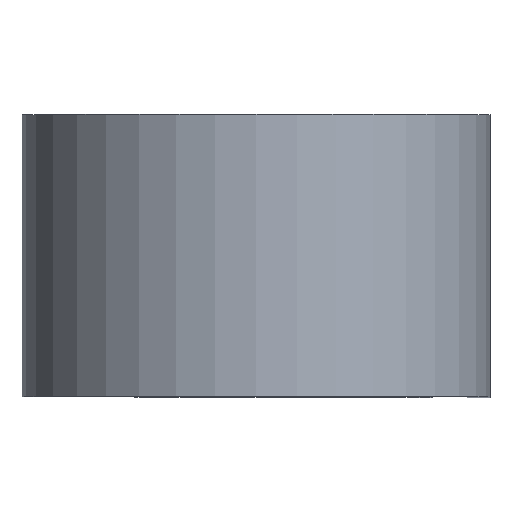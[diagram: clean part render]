
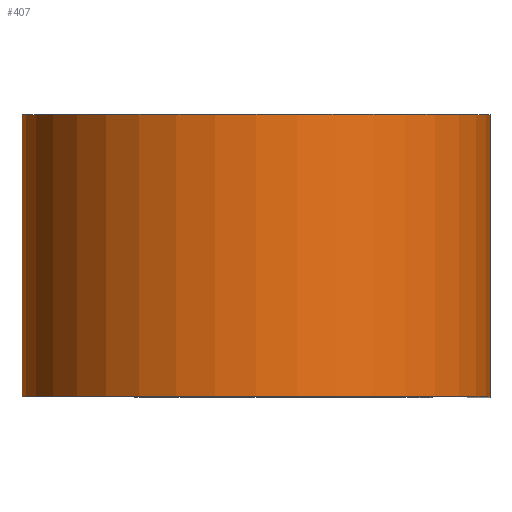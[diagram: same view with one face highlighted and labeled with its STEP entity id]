
A CAD part, top view. The second image highlights one B-rep face of the part: STEP entity #407.
In plain terms, the highlighted cylindrical face has radius 15.812 mm (diameter 31.623 mm), a partial arc.
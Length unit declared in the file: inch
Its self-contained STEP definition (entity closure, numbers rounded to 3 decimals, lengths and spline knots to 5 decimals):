
#44 = EDGE_CURVE ( 'NONE', #593, #131, #63, .T. ) ;
#62 = VECTOR ( 'NONE', #614, 39.37008 ) ;
#63 = LINE ( 'NONE', #306, #62 ) ;
#95 = ORIENTED_EDGE ( 'NONE', *, *, #44, .F. ) ;
#100 = CARTESIAN_POINT ( 'NONE',  ( 0., 0.375, -0.6225 ) ) ;
#123 = AXIS2_PLACEMENT_3D ( 'NONE', #525, #559, #578 ) ;
#125 = CYLINDRICAL_SURFACE ( 'NONE', #594, 0.6225 ) ;
#131 = VERTEX_POINT ( 'NONE', #293 ) ;
#159 = CIRCLE ( 'NONE', #415, 0.6225 ) ;
#185 = DIRECTION ( 'NONE',  ( 0., 0., -1. ) ) ;
#190 = CARTESIAN_POINT ( 'NONE',  ( 0.6225, 0.375, 0. ) ) ;
#192 = VERTEX_POINT ( 'NONE', #247 ) ;
#211 = VECTOR ( 'NONE', #547, 39.37008 ) ;
#217 = EDGE_LOOP ( 'NONE', ( #596, #95, #270, #371 ) ) ;
#229 = FACE_OUTER_BOUND ( 'NONE', #217, .T. ) ;
#236 = CARTESIAN_POINT ( 'NONE',  ( 0., 0.375, 0. ) ) ;
#247 = CARTESIAN_POINT ( 'NONE',  ( 0., -0.375, -0.6225 ) ) ;
#251 = LINE ( 'NONE', #448, #211 ) ;
#270 = ORIENTED_EDGE ( 'NONE', *, *, #492, .F. ) ;
#283 = DIRECTION ( 'NONE',  ( 0., 1., 0. ) ) ;
#285 = DIRECTION ( 'NONE',  ( 1., 0., 0. ) ) ;
#286 = CIRCLE ( 'NONE', #123, 0.6225 ) ;
#293 = CARTESIAN_POINT ( 'NONE',  ( 0.6225, -0.375, 0. ) ) ;
#306 = CARTESIAN_POINT ( 'NONE',  ( 0.6225, 0.375, 0. ) ) ;
#371 = ORIENTED_EDGE ( 'NONE', *, *, #435, .T. ) ;
#407 = ADVANCED_FACE ( 'NONE', ( #229 ), #125, .T. ) ;
#408 = CARTESIAN_POINT ( 'NONE',  ( 0., 0.375, 0. ) ) ;
#415 = AXIS2_PLACEMENT_3D ( 'NONE', #408, #283, #285 ) ;
#421 = DIRECTION ( 'NONE',  ( 0., -1., 0. ) ) ;
#435 = EDGE_CURVE ( 'NONE', #621, #192, #251, .T. ) ;
#439 = EDGE_CURVE ( 'NONE', #192, #131, #286, .T. ) ;
#448 = CARTESIAN_POINT ( 'NONE',  ( 0., 0.375, -0.6225 ) ) ;
#492 = EDGE_CURVE ( 'NONE', #621, #593, #159, .T. ) ;
#525 = CARTESIAN_POINT ( 'NONE',  ( 0., -0.375, 0. ) ) ;
#547 = DIRECTION ( 'NONE',  ( 0., -1., 0. ) ) ;
#559 = DIRECTION ( 'NONE',  ( 0., 1., 0. ) ) ;
#578 = DIRECTION ( 'NONE',  ( 1., 0., 0. ) ) ;
#593 = VERTEX_POINT ( 'NONE', #190 ) ;
#594 = AXIS2_PLACEMENT_3D ( 'NONE', #236, #421, #185 ) ;
#596 = ORIENTED_EDGE ( 'NONE', *, *, #439, .T. ) ;
#614 = DIRECTION ( 'NONE',  ( 0., -1., 0. ) ) ;
#621 = VERTEX_POINT ( 'NONE', #100 ) ;
